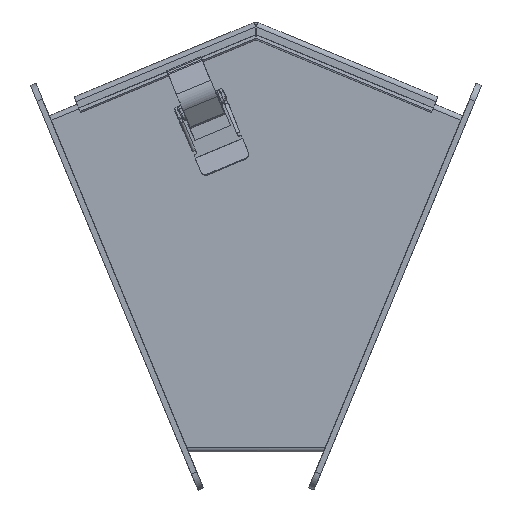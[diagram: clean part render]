
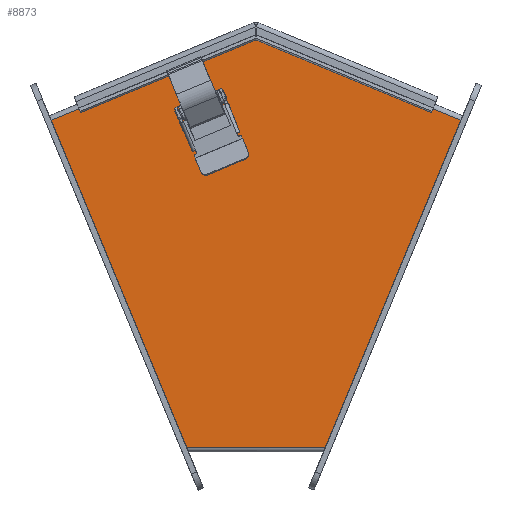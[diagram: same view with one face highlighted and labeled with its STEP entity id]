
A CAD part, front view. The second image highlights one B-rep face of the part: STEP entity #8873.
In plain terms, the highlighted planar face has unit normal (0, -1, 0).
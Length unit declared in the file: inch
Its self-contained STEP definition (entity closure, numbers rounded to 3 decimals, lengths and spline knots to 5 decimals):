
#20 = EDGE_LOOP ( 'NONE', ( #6125, #193, #9416, #6629, #6762 ) ) ;
#193 = ORIENTED_EDGE ( 'NONE', *, *, #2004, .T. ) ;
#510 = LINE ( 'NONE', #5754, #5156 ) ;
#632 = VECTOR ( 'NONE', #5844, 39.37008 ) ;
#798 = CARTESIAN_POINT ( 'NONE',  ( -4.50414, -4., 7.29126 ) ) ;
#1056 = EDGE_CURVE ( 'NONE', #8326, #3093, #7345, .T. ) ;
#1242 = VECTOR ( 'NONE', #8131, 39.37008 ) ;
#1261 = LINE ( 'NONE', #4277, #2698 ) ;
#1740 = DIRECTION ( 'NONE',  ( 0., 0., -1. ) ) ;
#2004 = EDGE_CURVE ( 'NONE', #8326, #4845, #2151, .T. ) ;
#2151 = LINE ( 'NONE', #2844, #632 ) ;
#2222 = EDGE_CURVE ( 'NONE', #3093, #7291, #6387, .T. ) ;
#2644 = EDGE_CURVE ( 'NONE', #5542, #4845, #1261, .T. ) ;
#2654 = AXIS2_PLACEMENT_3D ( 'NONE', #3175, #5450, #1740 ) ;
#2698 = VECTOR ( 'NONE', #2759, 39.37008 ) ;
#2732 = DIRECTION ( 'NONE',  ( -1., 0., 0. ) ) ;
#2759 = DIRECTION ( 'NONE',  ( 0.924, 0., 0.383 ) ) ;
#2844 = CARTESIAN_POINT ( 'NONE',  ( 4.50414, -4., 7.29126 ) ) ;
#3093 = VERTEX_POINT ( 'NONE', #8242 ) ;
#3175 = CARTESIAN_POINT ( 'NONE',  ( -4.625, -4., 9.5 ) ) ;
#3574 = CARTESIAN_POINT ( 'NONE',  ( 0., -4., 9.15693 ) ) ;
#3610 = CARTESIAN_POINT ( 'NONE',  ( -1.52874, -4., 0.108 ) ) ;
#4222 = DIRECTION ( 'NONE',  ( -0.383, 0., 0.924 ) ) ;
#4277 = CARTESIAN_POINT ( 'NONE',  ( 0., -4., 9.15693 ) ) ;
#4462 = CARTESIAN_POINT ( 'NONE',  ( 1.484, -4., 0. ) ) ;
#4704 = PLANE ( 'NONE',  #2654 ) ;
#4845 = VERTEX_POINT ( 'NONE', #3574 ) ;
#5156 = VECTOR ( 'NONE', #4222, 39.37008 ) ;
#5450 = DIRECTION ( 'NONE',  ( 0., -1., 0. ) ) ;
#5542 = VERTEX_POINT ( 'NONE', #798 ) ;
#5754 = CARTESIAN_POINT ( 'NONE',  ( -1.484, -4., 0. ) ) ;
#5844 = DIRECTION ( 'NONE',  ( -0.924, 0., 0.383 ) ) ;
#6125 = ORIENTED_EDGE ( 'NONE', *, *, #1056, .F. ) ;
#6387 = LINE ( 'NONE', #7053, #6966 ) ;
#6629 = ORIENTED_EDGE ( 'NONE', *, *, #8036, .F. ) ;
#6762 = ORIENTED_EDGE ( 'NONE', *, *, #2222, .F. ) ;
#6966 = VECTOR ( 'NONE', #2732, 39.37008 ) ;
#7053 = CARTESIAN_POINT ( 'NONE',  ( -4.625, -4., 0.108 ) ) ;
#7291 = VERTEX_POINT ( 'NONE', #3610 ) ;
#7345 = LINE ( 'NONE', #4462, #1242 ) ;
#8036 = EDGE_CURVE ( 'NONE', #7291, #5542, #510, .T. ) ;
#8131 = DIRECTION ( 'NONE',  ( -0.383, 0., -0.924 ) ) ;
#8242 = CARTESIAN_POINT ( 'NONE',  ( 1.52874, -4., 0.108 ) ) ;
#8326 = VERTEX_POINT ( 'NONE', #8608 ) ;
#8608 = CARTESIAN_POINT ( 'NONE',  ( 4.50414, -4., 7.29126 ) ) ;
#8873 = ADVANCED_FACE ( 'NONE', ( #9258 ), #4704, .T. ) ;
#9258 = FACE_OUTER_BOUND ( 'NONE', #20, .T. ) ;
#9416 = ORIENTED_EDGE ( 'NONE', *, *, #2644, .F. ) ;
